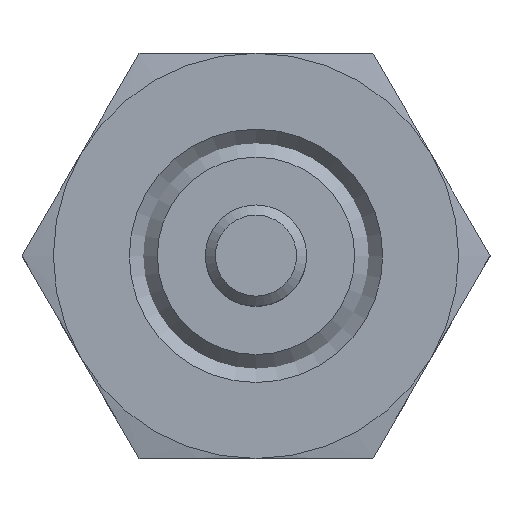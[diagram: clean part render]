
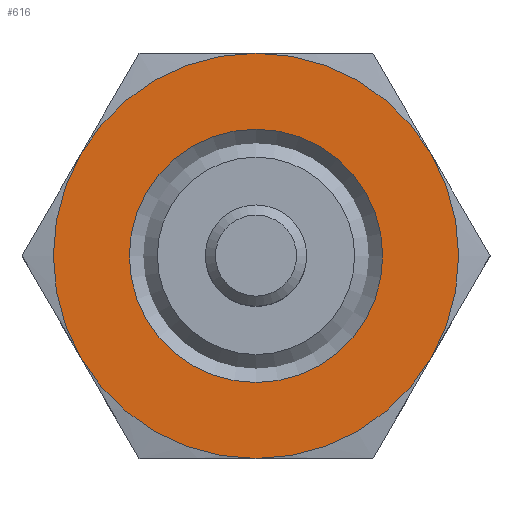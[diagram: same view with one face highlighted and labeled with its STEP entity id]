
A CAD part, top view. The second image highlights one B-rep face of the part: STEP entity #616.
In plain terms, the highlighted planar face has unit normal (0, 0, 1).
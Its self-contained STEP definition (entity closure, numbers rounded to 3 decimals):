
#178=ORIENTED_EDGE('',*,*,#300,.T.);
#179=ORIENTED_EDGE('',*,*,#286,.F.);
#180=ORIENTED_EDGE('',*,*,#288,.F.);
#181=ORIENTED_EDGE('',*,*,#294,.F.);
#182=ORIENTED_EDGE('',*,*,#299,.F.);
#183=ORIENTED_EDGE('',*,*,#293,.F.);
#184=ORIENTED_EDGE('',*,*,#284,.F.);
#284=EDGE_CURVE('',#349,#347,#394,.T.);
#286=EDGE_CURVE('',#351,#349,#395,.T.);
#288=EDGE_CURVE('',#352,#351,#396,.T.);
#293=EDGE_CURVE('',#347,#354,#397,.T.);
#294=EDGE_CURVE('',#356,#352,#398,.T.);
#299=EDGE_CURVE('',#354,#356,#399,.T.);
#300=EDGE_CURVE('',#359,#359,#400,.T.);
#347=VERTEX_POINT('',#1098);
#349=VERTEX_POINT('',#1104);
#351=VERTEX_POINT('',#1112);
#352=VERTEX_POINT('',#1120);
#354=VERTEX_POINT('',#1135);
#356=VERTEX_POINT('',#1144);
#359=VERTEX_POINT('',#1167);
#394=CIRCLE('',#726,2.);
#395=CIRCLE('',#728,2.);
#396=CIRCLE('',#730,2.);
#397=CIRCLE('',#732,2.);
#398=CIRCLE('',#734,2.);
#399=CIRCLE('',#736,2.);
#400=CIRCLE('',#738,1.25);
#461=EDGE_LOOP('',(#178));
#462=EDGE_LOOP('',(#179,#180,#181,#182,#183,#184));
#539=FACE_BOUND('',#461,.T.);
#540=FACE_BOUND('',#462,.T.);
#573=PLANE('',#737);
#616=ADVANCED_FACE('',(#539,#540),#573,.T.);
#726=AXIS2_PLACEMENT_3D('',#1105,#875,#876);
#728=AXIS2_PLACEMENT_3D('',#1113,#879,#880);
#730=AXIS2_PLACEMENT_3D('',#1119,#883,#884);
#732=AXIS2_PLACEMENT_3D('',#1141,#887,#888);
#734=AXIS2_PLACEMENT_3D('',#1143,#891,#892);
#736=AXIS2_PLACEMENT_3D('',#1164,#895,#896);
#737=AXIS2_PLACEMENT_3D('',#1165,#897,#898);
#738=AXIS2_PLACEMENT_3D('',#1166,#899,#900);
#875=DIRECTION('',(0.,0.,-1.));
#876=DIRECTION('',(-1.,0.,0.));
#879=DIRECTION('',(0.,0.,-1.));
#880=DIRECTION('',(-1.,0.,0.));
#883=DIRECTION('',(0.,0.,-1.));
#884=DIRECTION('',(-1.,0.,0.));
#887=DIRECTION('',(0.,0.,-1.));
#888=DIRECTION('',(-1.,0.,0.));
#891=DIRECTION('',(0.,0.,-1.));
#892=DIRECTION('',(-1.,0.,0.));
#895=DIRECTION('',(0.,0.,-1.));
#896=DIRECTION('',(-1.,0.,0.));
#897=DIRECTION('',(0.,0.,1.));
#898=DIRECTION('',(1.,0.,0.));
#899=DIRECTION('',(0.,0.,-1.));
#900=DIRECTION('',(-1.,0.,0.));
#1098=CARTESIAN_POINT('',(2.,0.,0.));
#1104=CARTESIAN_POINT('',(1.,1.732,0.));
#1105=CARTESIAN_POINT('',(0.,0.,0.));
#1112=CARTESIAN_POINT('',(-1.,1.732,0.));
#1113=CARTESIAN_POINT('',(0.,0.,0.));
#1119=CARTESIAN_POINT('',(0.,0.,0.));
#1120=CARTESIAN_POINT('',(-2.,0.,0.));
#1135=CARTESIAN_POINT('',(1.,-1.732,0.));
#1141=CARTESIAN_POINT('',(0.,0.,0.));
#1143=CARTESIAN_POINT('',(0.,0.,0.));
#1144=CARTESIAN_POINT('',(-1.,-1.732,0.));
#1164=CARTESIAN_POINT('',(0.,0.,0.));
#1165=CARTESIAN_POINT('',(0.,2.,0.));
#1166=CARTESIAN_POINT('',(0.,0.,0.));
#1167=CARTESIAN_POINT('',(-1.25,0.,0.));
